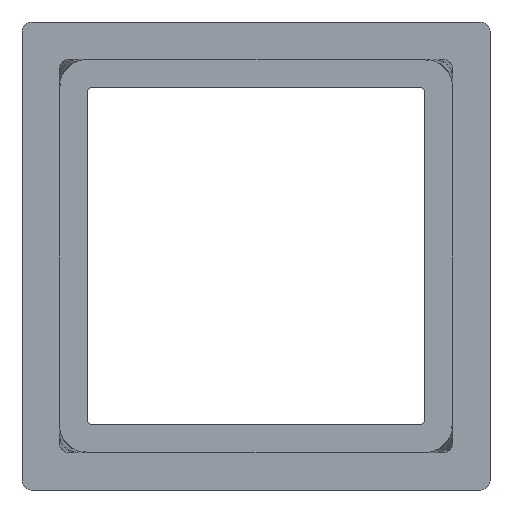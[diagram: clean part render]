
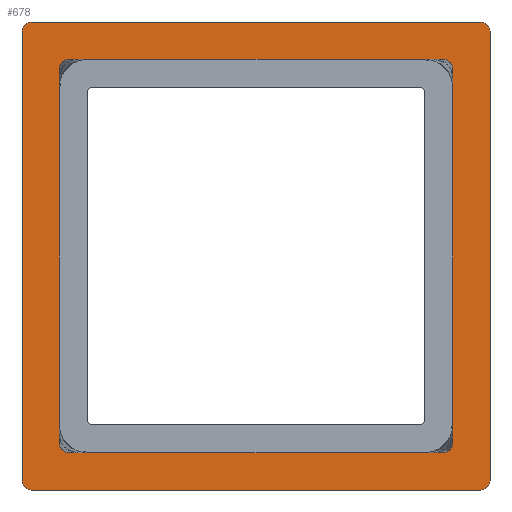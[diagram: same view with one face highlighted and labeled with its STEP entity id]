
A CAD part, left-side view. The second image highlights one B-rep face of the part: STEP entity #678.
In plain terms, the highlighted planar face has unit normal (-1, 0, 0).
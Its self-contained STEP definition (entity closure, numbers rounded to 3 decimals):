
#2 = CARTESIAN_POINT ( 'NONE',  ( 20., -12., -12.5 ) ) ;
#4 = DIRECTION ( 'NONE',  ( 0., 1., 0. ) ) ;
#19 = CARTESIAN_POINT ( 'NONE',  ( 20., 12., 12.5 ) ) ;
#29 = ORIENTED_EDGE ( 'NONE', *, *, #820, .T. ) ;
#41 = CIRCLE ( 'NONE', #866, 0.5 ) ;
#55 = CARTESIAN_POINT ( 'NONE',  ( 20., 12., 12. ) ) ;
#61 = ORIENTED_EDGE ( 'NONE', *, *, #988, .T. ) ;
#62 = DIRECTION ( 'NONE',  ( -1., 0., 0. ) ) ;
#66 = EDGE_CURVE ( 'NONE', #117, #655, #1013, .T. ) ;
#97 = DIRECTION ( 'NONE',  ( 0., 0., 1. ) ) ;
#103 = VECTOR ( 'NONE', #845, 1000. ) ;
#107 = EDGE_LOOP ( 'NONE', ( #61, #302, #327, #1265, #880, #1066, #29, #637 ) ) ;
#113 = CARTESIAN_POINT ( 'NONE',  ( 20., -10.5, -10.5 ) ) ;
#117 = VERTEX_POINT ( 'NONE', #383 ) ;
#128 = CIRCLE ( 'NONE', #313, 0.5 ) ;
#148 = DIRECTION ( 'NONE',  ( 0., -1., 0. ) ) ;
#152 = CARTESIAN_POINT ( 'NONE',  ( 20., 12.5, -12. ) ) ;
#167 = DIRECTION ( 'NONE',  ( 0., 0., -1. ) ) ;
#169 = CARTESIAN_POINT ( 'NONE',  ( 20., -10.5, 10.5 ) ) ;
#182 =( BOUNDED_CURVE ( )  B_SPLINE_CURVE ( 2, ( #840, #1067, #1280 ),
 .UNSPECIFIED., .F., .T. ) 
 B_SPLINE_CURVE_WITH_KNOTS ( ( 3, 3 ),
 ( 0., 0.001 ),
 .UNSPECIFIED. ) 
 CURVE ( )  GEOMETRIC_REPRESENTATION_ITEM ( )  RATIONAL_B_SPLINE_CURVE ( ( 1., 0.707, 1. ) ) 
 REPRESENTATION_ITEM ( '' )  );
#203 = CARTESIAN_POINT ( 'NONE',  ( 20., -12., 12.5 ) ) ;
#226 = LINE ( 'NONE', #660, #1229 ) ;
#230 = CIRCLE ( 'NONE', #279, 0.5 ) ;
#256 = CARTESIAN_POINT ( 'NONE',  ( 20., -10.5, 10. ) ) ;
#259 = DIRECTION ( 'NONE',  ( 1., 0., 0. ) ) ;
#261 = CARTESIAN_POINT ( 'NONE',  ( 20., 10., -10.5 ) ) ;
#279 = AXIS2_PLACEMENT_3D ( 'NONE', #1231, #1050, #167 ) ;
#302 = ORIENTED_EDGE ( 'NONE', *, *, #975, .T. ) ;
#307 = CARTESIAN_POINT ( 'NONE',  ( 20., -12., 12. ) ) ;
#313 = AXIS2_PLACEMENT_3D ( 'NONE', #55, #62, #618 ) ;
#324 = CARTESIAN_POINT ( 'NONE',  ( 20., 10.5, -10.5 ) ) ;
#327 = ORIENTED_EDGE ( 'NONE', *, *, #1192, .T. ) ;
#337 = EDGE_CURVE ( 'NONE', #821, #1082, #794, .T. ) ;
#339 = LINE ( 'NONE', #324, #728 ) ;
#356 = VERTEX_POINT ( 'NONE', #152 ) ;
#364 = DIRECTION ( 'NONE',  ( 0., 0., -1. ) ) ;
#368 = EDGE_CURVE ( 'NONE', #1400, #1082, #230, .T. ) ;
#370 = CARTESIAN_POINT ( 'NONE',  ( 20., -12.5, -12. ) ) ;
#383 = CARTESIAN_POINT ( 'NONE',  ( 20., -10., 10.5 ) ) ;
#407 = CARTESIAN_POINT ( 'NONE',  ( 20., -12.5, 12. ) ) ;
#430 = CARTESIAN_POINT ( 'NONE',  ( 20., -10., -10.5 ) ) ;
#443 = CARTESIAN_POINT ( 'NONE',  ( 20., 10., 10.5 ) ) ;
#452 = CARTESIAN_POINT ( 'NONE',  ( 20., -10.5, 10. ) ) ;
#458 = LINE ( 'NONE', #1251, #1321 ) ;
#469 = VERTEX_POINT ( 'NONE', #261 ) ;
#482 = AXIS2_PLACEMENT_3D ( 'NONE', #1028, #259, #364 ) ;
#490 = EDGE_CURVE ( 'NONE', #469, #938, #182, .T. ) ;
#544 = DIRECTION ( 'NONE',  ( -1., 0., 0. ) ) ;
#551 = DIRECTION ( 'NONE',  ( 0., 0., -1. ) ) ;
#554 = DIRECTION ( 'NONE',  ( 0., 0., -1. ) ) ;
#572 = VECTOR ( 'NONE', #704, 1000. ) ;
#618 = DIRECTION ( 'NONE',  ( 0., 0., -1. ) ) ;
#634 = CARTESIAN_POINT ( 'NONE',  ( 20., 12.5, -12.5 ) ) ;
#637 = ORIENTED_EDGE ( 'NONE', *, *, #490, .T. ) ;
#641 = DIRECTION ( 'NONE',  ( 0., 0., -1. ) ) ;
#642 = LINE ( 'NONE', #113, #795 ) ;
#655 = VERTEX_POINT ( 'NONE', #452 ) ;
#660 = CARTESIAN_POINT ( 'NONE',  ( 20., 12.5, -12.5 ) ) ;
#678 = ADVANCED_FACE ( 'NONE', ( #906, #1143 ), #1238, .F. ) ;
#704 = DIRECTION ( 'NONE',  ( 0., 0., -1. ) ) ;
#709 = ORIENTED_EDGE ( 'NONE', *, *, #1358, .F. ) ;
#728 = VECTOR ( 'NONE', #1417, 1000. ) ;
#730 = AXIS2_PLACEMENT_3D ( 'NONE', #1409, #1414, #641 ) ;
#740 = LINE ( 'NONE', #1383, #103 ) ;
#753 = ORIENTED_EDGE ( 'NONE', *, *, #368, .T. ) ;
#768 = ORIENTED_EDGE ( 'NONE', *, *, #933, .F. ) ;
#775 = ORIENTED_EDGE ( 'NONE', *, *, #1188, .F. ) ;
#779 = ORIENTED_EDGE ( 'NONE', *, *, #1328, .T. ) ;
#782 = ORIENTED_EDGE ( 'NONE', *, *, #337, .F. ) ;
#789 = CARTESIAN_POINT ( 'NONE',  ( 20., -10.5, -10. ) ) ;
#794 = LINE ( 'NONE', #1146, #572 ) ;
#795 = VECTOR ( 'NONE', #554, 1000. ) ;
#797 = CARTESIAN_POINT ( 'NONE',  ( 20., -10., 10.5 ) ) ;
#807 = LINE ( 'NONE', #904, #982 ) ;
#820 = EDGE_CURVE ( 'NONE', #1356, #469, #740, .T. ) ;
#821 = VERTEX_POINT ( 'NONE', #407 ) ;
#830 = EDGE_CURVE ( 'NONE', #1186, #1204, #128, .T. ) ;
#837 = CARTESIAN_POINT ( 'NONE',  ( 20., 10., 10.5 ) ) ;
#840 = CARTESIAN_POINT ( 'NONE',  ( 20., 10., -10.5 ) ) ;
#845 = DIRECTION ( 'NONE',  ( 0., 1., 0. ) ) ;
#857 = CARTESIAN_POINT ( 'NONE',  ( 20., 10.5, -10. ) ) ;
#866 = AXIS2_PLACEMENT_3D ( 'NONE', #307, #544, #551 ) ;
#868 = CARTESIAN_POINT ( 'NONE',  ( 20., 12., -12.5 ) ) ;
#880 = ORIENTED_EDGE ( 'NONE', *, *, #944, .T. ) ;
#904 = CARTESIAN_POINT ( 'NONE',  ( 20., 10.5, 10.5 ) ) ;
#906 = FACE_OUTER_BOUND ( 'NONE', #1012, .T. ) ;
#917 = CARTESIAN_POINT ( 'NONE',  ( 20., -10., -10.5 ) ) ;
#923 =( BOUNDED_CURVE ( )  B_SPLINE_CURVE ( 2, ( #1190, #993, #443 ),
 .UNSPECIFIED., .F., .F. ) 
 B_SPLINE_CURVE_WITH_KNOTS ( ( 3, 3 ),
 ( 0., 0.001 ),
 .UNSPECIFIED. ) 
 CURVE ( )  GEOMETRIC_REPRESENTATION_ITEM ( )  RATIONAL_B_SPLINE_CURVE ( ( 1., 0.707, 1. ) ) 
 REPRESENTATION_ITEM ( '' )  );
#926 = CARTESIAN_POINT ( 'NONE',  ( 20., -10.5, -10.5 ) ) ;
#933 = EDGE_CURVE ( 'NONE', #1400, #1336, #226, .T. ) ;
#938 = VERTEX_POINT ( 'NONE', #857 ) ;
#944 = EDGE_CURVE ( 'NONE', #655, #1246, #642, .T. ) ;
#975 = EDGE_CURVE ( 'NONE', #1119, #1292, #923, .T. ) ;
#982 = VECTOR ( 'NONE', #1245, 1000. ) ;
#988 = EDGE_CURVE ( 'NONE', #938, #1119, #339, .T. ) ;
#993 = CARTESIAN_POINT ( 'NONE',  ( 20., 10.5, 10.5 ) ) ;
#1012 = EDGE_LOOP ( 'NONE', ( #709, #779, #768, #753, #782, #1124, #775, #1329 ) ) ;
#1013 =( BOUNDED_CURVE ( )  B_SPLINE_CURVE ( 2, ( #797, #169, #256 ),
 .UNSPECIFIED., .F., .F. ) 
 B_SPLINE_CURVE_WITH_KNOTS ( ( 3, 3 ),
 ( 0., 0.001 ),
 .UNSPECIFIED. ) 
 CURVE ( )  GEOMETRIC_REPRESENTATION_ITEM ( )  RATIONAL_B_SPLINE_CURVE ( ( 1., 0.707, 1. ) ) 
 REPRESENTATION_ITEM ( '' )  );
#1022 =( BOUNDED_CURVE ( )  B_SPLINE_CURVE ( 2, ( #789, #926, #917 ),
 .UNSPECIFIED., .F., .F. ) 
 B_SPLINE_CURVE_WITH_KNOTS ( ( 3, 3 ),
 ( 0., 0.001 ),
 .UNSPECIFIED. ) 
 CURVE ( )  GEOMETRIC_REPRESENTATION_ITEM ( )  RATIONAL_B_SPLINE_CURVE ( ( 1., 0.707, 1. ) ) 
 REPRESENTATION_ITEM ( '' )  );
#1026 = CARTESIAN_POINT ( 'NONE',  ( 20., 12.5, 12. ) ) ;
#1028 = CARTESIAN_POINT ( 'NONE',  ( 20., 0., 0. ) ) ;
#1050 = DIRECTION ( 'NONE',  ( -1., 0., 0. ) ) ;
#1053 = CARTESIAN_POINT ( 'NONE',  ( 20., -10.5, -10. ) ) ;
#1066 = ORIENTED_EDGE ( 'NONE', *, *, #1219, .T. ) ;
#1067 = CARTESIAN_POINT ( 'NONE',  ( 20., 10.5, -10.5 ) ) ;
#1082 = VERTEX_POINT ( 'NONE', #370 ) ;
#1093 = LINE ( 'NONE', #634, #1203 ) ;
#1119 = VERTEX_POINT ( 'NONE', #1123 ) ;
#1123 = CARTESIAN_POINT ( 'NONE',  ( 20., 10.5, 10. ) ) ;
#1124 = ORIENTED_EDGE ( 'NONE', *, *, #1408, .T. ) ;
#1143 = FACE_BOUND ( 'NONE', #107, .T. ) ;
#1146 = CARTESIAN_POINT ( 'NONE',  ( 20., -12.5, -12.5 ) ) ;
#1186 = VERTEX_POINT ( 'NONE', #19 ) ;
#1188 = EDGE_CURVE ( 'NONE', #1186, #1369, #458, .T. ) ;
#1190 = CARTESIAN_POINT ( 'NONE',  ( 20., 10.5, 10. ) ) ;
#1192 = EDGE_CURVE ( 'NONE', #1292, #117, #807, .T. ) ;
#1203 = VECTOR ( 'NONE', #97, 1000. ) ;
#1204 = VERTEX_POINT ( 'NONE', #1026 ) ;
#1219 = EDGE_CURVE ( 'NONE', #1246, #1356, #1022, .T. ) ;
#1229 = VECTOR ( 'NONE', #4, 1000. ) ;
#1231 = CARTESIAN_POINT ( 'NONE',  ( 20., -12., -12. ) ) ;
#1238 = PLANE ( 'NONE',  #482 ) ;
#1245 = DIRECTION ( 'NONE',  ( 0., -1., 0. ) ) ;
#1246 = VERTEX_POINT ( 'NONE', #1053 ) ;
#1251 = CARTESIAN_POINT ( 'NONE',  ( 20., 12.5, 12.5 ) ) ;
#1265 = ORIENTED_EDGE ( 'NONE', *, *, #66, .T. ) ;
#1280 = CARTESIAN_POINT ( 'NONE',  ( 20., 10.5, -10. ) ) ;
#1292 = VERTEX_POINT ( 'NONE', #837 ) ;
#1321 = VECTOR ( 'NONE', #148, 1000. ) ;
#1328 = EDGE_CURVE ( 'NONE', #356, #1336, #1349, .T. ) ;
#1329 = ORIENTED_EDGE ( 'NONE', *, *, #830, .T. ) ;
#1336 = VERTEX_POINT ( 'NONE', #868 ) ;
#1349 = CIRCLE ( 'NONE', #730, 0.5 ) ;
#1356 = VERTEX_POINT ( 'NONE', #430 ) ;
#1358 = EDGE_CURVE ( 'NONE', #356, #1204, #1093, .T. ) ;
#1369 = VERTEX_POINT ( 'NONE', #203 ) ;
#1383 = CARTESIAN_POINT ( 'NONE',  ( 20., 10.5, -10.5 ) ) ;
#1400 = VERTEX_POINT ( 'NONE', #2 ) ;
#1408 = EDGE_CURVE ( 'NONE', #821, #1369, #41, .T. ) ;
#1409 = CARTESIAN_POINT ( 'NONE',  ( 20., 12., -12. ) ) ;
#1414 = DIRECTION ( 'NONE',  ( -1., 0., 0. ) ) ;
#1417 = DIRECTION ( 'NONE',  ( 0., 0., 1. ) ) ;
